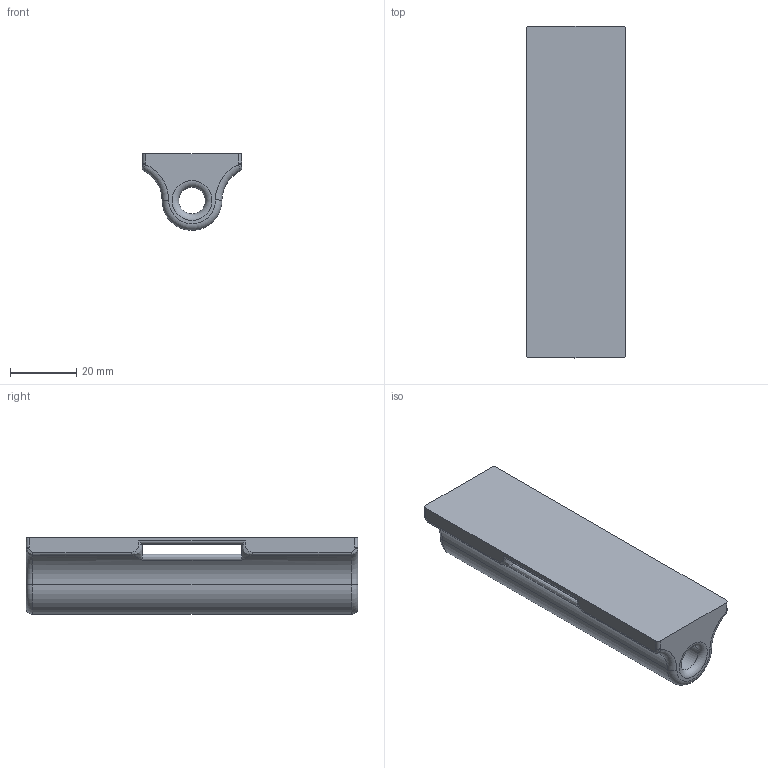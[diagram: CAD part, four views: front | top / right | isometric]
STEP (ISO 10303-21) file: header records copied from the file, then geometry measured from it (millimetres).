
FILE_DESCRIPTION(('FreeCAD Model'),'2;1');
FILE_NAME('Open CASCADE Shape Model','2025-11-10T04:08:43',('Author'),( ''),'Open CASCADE STEP processor 7.8','FreeCAD','Unknown');
FILE_SCHEMA(('AUTOMOTIVE_DESIGN { 1 0 10303 214 1 1 1 1 }'));
Length unit declared in the file: millimetre
Products named in the file (1): Fillet001
Bounding box: 30 x 100 x 23.12 mm (x, y, z)
Volume: 39245.3 mm3; surface area: 13933.6 mm2
Topology: 1 solids, 1 shells, 49 faces, 125 edges, 76 vertices
Faces by surface type: cylinder 20, bspline 12, plane 9, torus 8
Full cylindrical faces by diameter (mm): 8 x1
Entity records: 2797 total; most frequent: CARTESIAN_POINT 1731, ORIENTED_EDGE 250, DIRECTION 189, EDGE_CURVE 125, VERTEX_POINT 76, AXIS2_PLACEMENT_3D 72, FACE_BOUND 51, EDGE_LOOP 51
